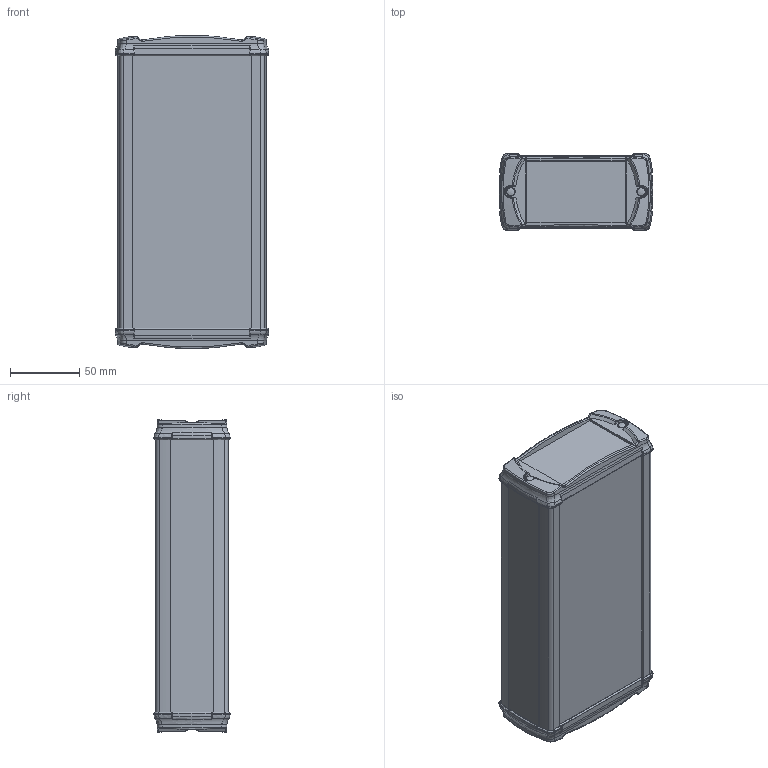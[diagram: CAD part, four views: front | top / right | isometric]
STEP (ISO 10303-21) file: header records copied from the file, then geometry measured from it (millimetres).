
FILE_DESCRIPTION((''),'2;1');
FILE_NAME('83057200.S1_ELPU 1050-0200 D.stp','2010-02-09T12:46:14',('nowak'),(''),'Autodesk Inventor 2010','Autodesk Inventor 2010','');
FILE_SCHEMA(('AUTOMOTIVE_DESIGN { 1 0 10303 214 1 1 1 1 }'));
Length unit declared in the file: millimetre
Products named in the file (5): ELPU 1050-0100 D; ELPU 1050_1009053_3DSYM; ELD 1050_1009057_3D; SHR Z KA30X10 WN 1412 MG_3DSYM; 1003804_3Dsym
Assembly tree (11 placements, depth 2):
  ELPU 1050-0100 D
    ELPU 1050_1009053_3DSYM
    ELD 1050_1009057_3D  x2
    SHR Z KA30X10 WN 1412 MG_3DSYM  x4
    1003804_3Dsym  x4
Bounding box: 110.71 x 55 x 225.14 mm (x, y, z)
Volume: 166975.6 mm3; surface area: 164258.5 mm2
Topology: 11 solids, 11 shells, 1546 faces, 4016 edges, 2450 vertices
Faces by surface type: bspline 478, plane 475, cylinder 269, torus 156, cone 152, sphere 16
Full cylindrical faces by diameter (mm): 2 x24, 5.3 x4, 5.6 x4, 6.4 x4
Entity records: 38138 total; most frequent: CARTESIAN_POINT 19109, ORIENTED_EDGE 4156, DIRECTION 3657, EDGE_CURVE 2078, AXIS2_PLACEMENT_3D 1380, VERTEX_POINT 1316, VECTOR 897, LINE 897
